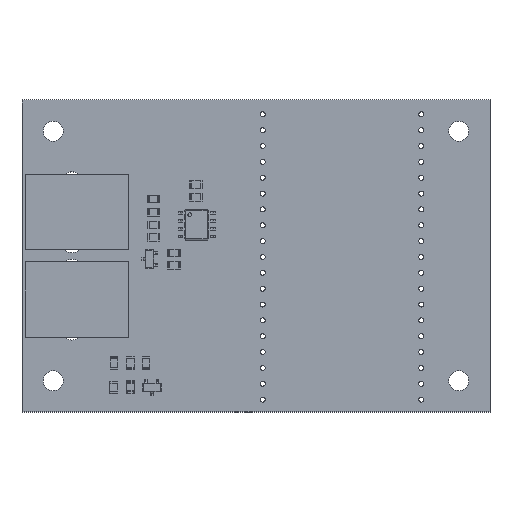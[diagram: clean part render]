
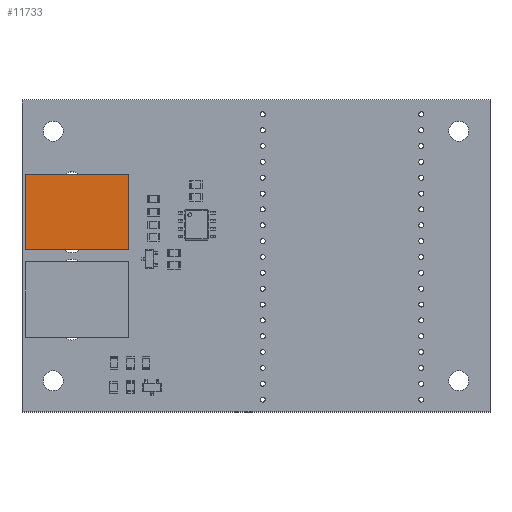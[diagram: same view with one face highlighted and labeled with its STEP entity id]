
A CAD part, top view. The second image highlights one B-rep face of the part: STEP entity #11733.
In plain terms, the highlighted face is planar.
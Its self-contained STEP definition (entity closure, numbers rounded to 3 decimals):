
#6759 = PLANE('',#6760);
#6760 = AXIS2_PLACEMENT_3D('',#6761,#6762,#6763);
#6761 = CARTESIAN_POINT('',(-6.033,-6.439,-16.51));
#6762 = DIRECTION('',(-1.,0.,0.));
#6763 = DIRECTION('',(0.,0.,1.));
#7495 = PLANE('',#7496);
#7496 = AXIS2_PLACEMENT_3D('',#7497,#7498,#7499);
#7497 = CARTESIAN_POINT('',(6.033,-5.931,-16.51));
#7498 = DIRECTION('',(-1.,0.,-0.));
#7499 = DIRECTION('',(0.,0.,1.));
#9846 = VERTEX_POINT('',#9847);
#9847 = CARTESIAN_POINT('',(6.033,6.439,0.));
#9861 = PLANE('',#9862);
#9862 = AXIS2_PLACEMENT_3D('',#9863,#9864,#9865);
#9863 = CARTESIAN_POINT('',(0.,0.,0.));
#9864 = DIRECTION('',(0.,-0.,1.));
#9865 = DIRECTION('',(1.,0.,0.));
#9873 = EDGE_CURVE('',#9874,#9846,#9876,.T.);
#9874 = VERTEX_POINT('',#9875);
#9875 = CARTESIAN_POINT('',(6.033,6.439,-16.51));
#9876 = SURFACE_CURVE('',#9877,(#9881,#9888),.PCURVE_S1.);
#9877 = LINE('',#9878,#9879);
#9878 = CARTESIAN_POINT('',(6.033,6.439,-16.51));
#9879 = VECTOR('',#9880,1.);
#9880 = DIRECTION('',(0.,0.,1.));
#9881 = PCURVE('',#7495,#9882);
#9882 = DEFINITIONAL_REPRESENTATION('',(#9883),#9887);
#9883 = LINE('',#9884,#9885);
#9884 = CARTESIAN_POINT('',(0.,12.37));
#9885 = VECTOR('',#9886,1.);
#9886 = DIRECTION('',(1.,0.));
#9887 = ( GEOMETRIC_REPRESENTATION_CONTEXT(2) 
PARAMETRIC_REPRESENTATION_CONTEXT() REPRESENTATION_CONTEXT('2D SPACE',''
  ) );
#9888 = PCURVE('',#9889,#9894);
#9889 = PLANE('',#9890);
#9890 = AXIS2_PLACEMENT_3D('',#9891,#9892,#9893);
#9891 = CARTESIAN_POINT('',(6.033,6.439,-16.51));
#9892 = DIRECTION('',(0.,1.,0.));
#9893 = DIRECTION('',(-1.,0.,0.));
#9894 = DEFINITIONAL_REPRESENTATION('',(#9895),#9899);
#9895 = LINE('',#9896,#9897);
#9896 = CARTESIAN_POINT('',(0.,0.));
#9897 = VECTOR('',#9898,1.);
#9898 = DIRECTION('',(0.,1.));
#9899 = ( GEOMETRIC_REPRESENTATION_CONTEXT(2) 
PARAMETRIC_REPRESENTATION_CONTEXT() REPRESENTATION_CONTEXT('2D SPACE',''
  ) );
#9917 = PLANE('',#9918);
#9918 = AXIS2_PLACEMENT_3D('',#9919,#9920,#9921);
#9919 = CARTESIAN_POINT('',(0.,0.,-16.51));
#9920 = DIRECTION('',(0.,-0.,1.));
#9921 = DIRECTION('',(1.,0.,0.));
#11575 = VERTEX_POINT('',#11576);
#11576 = CARTESIAN_POINT('',(-6.033,6.439,0.));
#11597 = EDGE_CURVE('',#11598,#11575,#11600,.T.);
#11598 = VERTEX_POINT('',#11599);
#11599 = CARTESIAN_POINT('',(-6.033,6.439,-16.51));
#11600 = SURFACE_CURVE('',#11601,(#11605,#11612),.PCURVE_S1.);
#11601 = LINE('',#11602,#11603);
#11602 = CARTESIAN_POINT('',(-6.033,6.439,-16.51));
#11603 = VECTOR('',#11604,1.);
#11604 = DIRECTION('',(0.,0.,1.));
#11605 = PCURVE('',#6759,#11606);
#11606 = DEFINITIONAL_REPRESENTATION('',(#11607),#11611);
#11607 = LINE('',#11608,#11609);
#11608 = CARTESIAN_POINT('',(0.,12.878));
#11609 = VECTOR('',#11610,1.);
#11610 = DIRECTION('',(1.,0.));
#11611 = ( GEOMETRIC_REPRESENTATION_CONTEXT(2) 
PARAMETRIC_REPRESENTATION_CONTEXT() REPRESENTATION_CONTEXT('2D SPACE',''
  ) );
#11612 = PCURVE('',#9889,#11613);
#11613 = DEFINITIONAL_REPRESENTATION('',(#11614),#11618);
#11614 = LINE('',#11615,#11616);
#11615 = CARTESIAN_POINT('',(12.065,0.));
#11616 = VECTOR('',#11617,1.);
#11617 = DIRECTION('',(0.,1.));
#11618 = ( GEOMETRIC_REPRESENTATION_CONTEXT(2) 
PARAMETRIC_REPRESENTATION_CONTEXT() REPRESENTATION_CONTEXT('2D SPACE',''
  ) );
#11713 = EDGE_CURVE('',#9874,#11598,#11714,.T.);
#11714 = SURFACE_CURVE('',#11715,(#11719,#11726),.PCURVE_S1.);
#11715 = LINE('',#11716,#11717);
#11716 = CARTESIAN_POINT('',(6.033,6.439,-16.51));
#11717 = VECTOR('',#11718,1.);
#11718 = DIRECTION('',(-1.,0.,0.));
#11719 = PCURVE('',#9917,#11720);
#11720 = DEFINITIONAL_REPRESENTATION('',(#11721),#11725);
#11721 = LINE('',#11722,#11723);
#11722 = CARTESIAN_POINT('',(6.033,6.439));
#11723 = VECTOR('',#11724,1.);
#11724 = DIRECTION('',(-1.,0.));
#11725 = ( GEOMETRIC_REPRESENTATION_CONTEXT(2) 
PARAMETRIC_REPRESENTATION_CONTEXT() REPRESENTATION_CONTEXT('2D SPACE',''
  ) );
#11726 = PCURVE('',#9889,#11727);
#11727 = DEFINITIONAL_REPRESENTATION('',(#11728),#11732);
#11728 = LINE('',#11729,#11730);
#11729 = CARTESIAN_POINT('',(0.,0.));
#11730 = VECTOR('',#11731,1.);
#11731 = DIRECTION('',(1.,0.));
#11732 = ( GEOMETRIC_REPRESENTATION_CONTEXT(2) 
PARAMETRIC_REPRESENTATION_CONTEXT() REPRESENTATION_CONTEXT('2D SPACE',''
  ) );
#11733 = ADVANCED_FACE('',(#11734),#9889,.T.);
#11734 = FACE_BOUND('',#11735,.T.);
#11735 = EDGE_LOOP('',(#11736,#11757,#11758,#11759));
#11736 = ORIENTED_EDGE('',*,*,#11737,.F.);
#11737 = EDGE_CURVE('',#9846,#11575,#11738,.T.);
#11738 = SURFACE_CURVE('',#11739,(#11743,#11750),.PCURVE_S1.);
#11739 = LINE('',#11740,#11741);
#11740 = CARTESIAN_POINT('',(6.033,6.439,0.));
#11741 = VECTOR('',#11742,1.);
#11742 = DIRECTION('',(-1.,0.,0.));
#11743 = PCURVE('',#9889,#11744);
#11744 = DEFINITIONAL_REPRESENTATION('',(#11745),#11749);
#11745 = LINE('',#11746,#11747);
#11746 = CARTESIAN_POINT('',(0.,16.51));
#11747 = VECTOR('',#11748,1.);
#11748 = DIRECTION('',(1.,0.));
#11749 = ( GEOMETRIC_REPRESENTATION_CONTEXT(2) 
PARAMETRIC_REPRESENTATION_CONTEXT() REPRESENTATION_CONTEXT('2D SPACE',''
  ) );
#11750 = PCURVE('',#9861,#11751);
#11751 = DEFINITIONAL_REPRESENTATION('',(#11752),#11756);
#11752 = LINE('',#11753,#11754);
#11753 = CARTESIAN_POINT('',(6.033,6.439));
#11754 = VECTOR('',#11755,1.);
#11755 = DIRECTION('',(-1.,0.));
#11756 = ( GEOMETRIC_REPRESENTATION_CONTEXT(2) 
PARAMETRIC_REPRESENTATION_CONTEXT() REPRESENTATION_CONTEXT('2D SPACE',''
  ) );
#11757 = ORIENTED_EDGE('',*,*,#9873,.F.);
#11758 = ORIENTED_EDGE('',*,*,#11713,.T.);
#11759 = ORIENTED_EDGE('',*,*,#11597,.T.);
